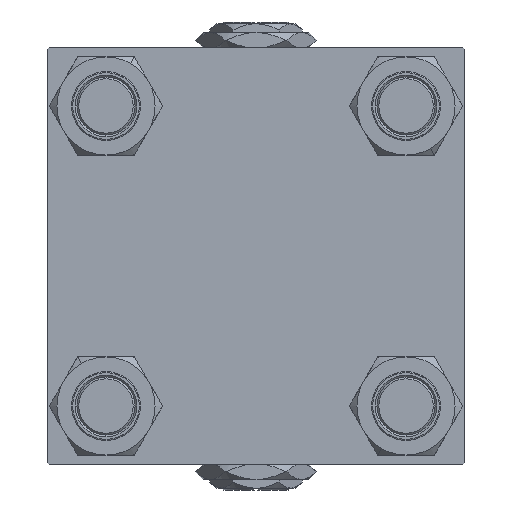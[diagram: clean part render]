
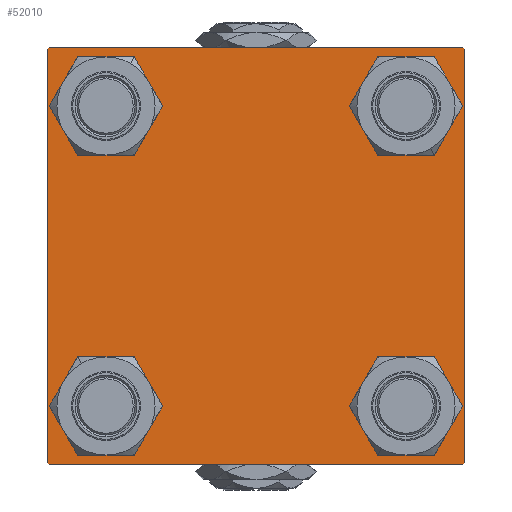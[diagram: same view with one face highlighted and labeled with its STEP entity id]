
A CAD part, left-side view. The second image highlights one B-rep face of the part: STEP entity #52010.
In plain terms, the highlighted planar face has unit normal (-1, 0, 0).
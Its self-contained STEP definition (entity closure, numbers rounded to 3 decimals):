
#306 = CARTESIAN_POINT ( 'NONE',  ( 0., -41.35, -32.85 ) ) ;
#391 = ORIENTED_EDGE ( 'NONE', *, *, #42780, .F. ) ;
#586 = VERTEX_POINT ( 'NONE', #3014 ) ;
#1327 = CARTESIAN_POINT ( 'NONE',  ( 0., -41.35, 49.85 ) ) ;
#1351 = VERTEX_POINT ( 'NONE', #9024 ) ;
#1678 = AXIS2_PLACEMENT_3D ( 'NONE', #25644, #6394, #5613 ) ;
#1800 = DIRECTION ( 'NONE',  ( 0., -0.707, -0.707 ) ) ;
#2091 = AXIS2_PLACEMENT_3D ( 'NONE', #35566, #15290, #15544 ) ;
#2519 = EDGE_CURVE ( 'NONE', #13904, #15618, #47124, .T. ) ;
#2751 = FACE_OUTER_BOUND ( 'NONE', #8955, .T. ) ;
#3014 = CARTESIAN_POINT ( 'NONE',  ( 0., 41.35, -32.85 ) ) ;
#3062 = AXIS2_PLACEMENT_3D ( 'NONE', #20884, #44417, #4080 ) ;
#3416 = DIRECTION ( 'NONE',  ( 0., 0., 1. ) ) ;
#3504 = DIRECTION ( 'NONE',  ( 0., 0.707, 0.707 ) ) ;
#3702 = EDGE_CURVE ( 'NONE', #20996, #44495, #28990, .T. ) ;
#4080 = DIRECTION ( 'NONE',  ( 0., 0., 1. ) ) ;
#4785 = CARTESIAN_POINT ( 'NONE',  ( 0., 57.25, -57.25 ) ) ;
#4918 = EDGE_CURVE ( 'NONE', #1351, #26570, #23259, .T. ) ;
#5279 = AXIS2_PLACEMENT_3D ( 'NONE', #32515, #12770, #16235 ) ;
#5477 = VECTOR ( 'NONE', #37385, 1000. ) ;
#5483 = EDGE_CURVE ( 'NONE', #34213, #32095, #50459, .T. ) ;
#5613 = DIRECTION ( 'NONE',  ( 0., 0., 1. ) ) ;
#6140 = CARTESIAN_POINT ( 'NONE',  ( 0., 57., -57.5 ) ) ;
#6394 = DIRECTION ( 'NONE',  ( 1., 0., 0. ) ) ;
#7161 = CARTESIAN_POINT ( 'NONE',  ( 0., 57., 57.5 ) ) ;
#7303 = PLANE ( 'NONE',  #18407 ) ;
#7597 = DIRECTION ( 'NONE',  ( 0., 0., 1. ) ) ;
#8955 = EDGE_LOOP ( 'NONE', ( #29088, #9331, #46981, #14894, #391, #22431, #52716, #32295 ) ) ;
#9024 = CARTESIAN_POINT ( 'NONE',  ( 0., 41.35, 49.85 ) ) ;
#9331 = ORIENTED_EDGE ( 'NONE', *, *, #5483, .T. ) ;
#9605 = VERTEX_POINT ( 'NONE', #34061 ) ;
#9847 = DIRECTION ( 'NONE',  ( 1., 0., 0. ) ) ;
#9912 = VECTOR ( 'NONE', #51805, 1000. ) ;
#9969 = EDGE_LOOP ( 'NONE', ( #13863, #31566 ) ) ;
#10536 = VECTOR ( 'NONE', #1800, 1000. ) ;
#10775 = FACE_BOUND ( 'NONE', #18740, .T. ) ;
#10996 = LINE ( 'NONE', #42761, #44543 ) ;
#11832 = EDGE_CURVE ( 'NONE', #52862, #34213, #29638, .T. ) ;
#12225 = CARTESIAN_POINT ( 'NONE',  ( 0., -41.35, 41.35 ) ) ;
#12730 = LINE ( 'NONE', #40769, #48261 ) ;
#12770 = DIRECTION ( 'NONE',  ( 1., 0., 0. ) ) ;
#13162 = CARTESIAN_POINT ( 'NONE',  ( 0., -57., -57.5 ) ) ;
#13215 = CIRCLE ( 'NONE', #2091, 8.5 ) ;
#13863 = ORIENTED_EDGE ( 'NONE', *, *, #4918, .T. ) ;
#13904 = VERTEX_POINT ( 'NONE', #306 ) ;
#14788 = FACE_BOUND ( 'NONE', #50806, .T. ) ;
#14894 = ORIENTED_EDGE ( 'NONE', *, *, #3702, .T. ) ;
#14930 = LINE ( 'NONE', #19175, #9912 ) ;
#15190 = DIRECTION ( 'NONE',  ( 0., 0., 1. ) ) ;
#15290 = DIRECTION ( 'NONE',  ( 1., 0., 0. ) ) ;
#15420 = EDGE_CURVE ( 'NONE', #34841, #38503, #14930, .T. ) ;
#15446 = DIRECTION ( 'NONE',  ( 1., 0., 0. ) ) ;
#15544 = DIRECTION ( 'NONE',  ( 0., 0., 1. ) ) ;
#15618 = VERTEX_POINT ( 'NONE', #17550 ) ;
#15876 = CARTESIAN_POINT ( 'NONE',  ( 0., 41.35, 41.35 ) ) ;
#16004 = VECTOR ( 'NONE', #52415, 1000. ) ;
#16235 = DIRECTION ( 'NONE',  ( 0., 0., 1. ) ) ;
#17072 = AXIS2_PLACEMENT_3D ( 'NONE', #12225, #15446, #15190 ) ;
#17550 = CARTESIAN_POINT ( 'NONE',  ( 0., -41.35, -49.85 ) ) ;
#18169 = CARTESIAN_POINT ( 'NONE',  ( 0., 41.35, 32.85 ) ) ;
#18407 = AXIS2_PLACEMENT_3D ( 'NONE', #31860, #28113, #39872 ) ;
#18740 = EDGE_LOOP ( 'NONE', ( #51782, #22427 ) ) ;
#19175 = CARTESIAN_POINT ( 'NONE',  ( 0., 57.5, 57.5 ) ) ;
#19298 = CARTESIAN_POINT ( 'NONE',  ( 0., -57.5, 57. ) ) ;
#19431 = CARTESIAN_POINT ( 'NONE',  ( 0., 41.35, -41.35 ) ) ;
#19516 = LINE ( 'NONE', #31806, #16004 ) ;
#19586 = EDGE_CURVE ( 'NONE', #27341, #38503, #48133, .T. ) ;
#19931 = EDGE_CURVE ( 'NONE', #586, #31628, #44913, .T. ) ;
#20431 = DIRECTION ( 'NONE',  ( 0., -0.707, 0.707 ) ) ;
#20884 = CARTESIAN_POINT ( 'NONE',  ( 0., -41.35, -41.35 ) ) ;
#20965 = CARTESIAN_POINT ( 'NONE',  ( 0., -57.25, -57.25 ) ) ;
#20996 = VERTEX_POINT ( 'NONE', #13162 ) ;
#21860 = AXIS2_PLACEMENT_3D ( 'NONE', #38401, #9847, #50989 ) ;
#22217 = EDGE_CURVE ( 'NONE', #32095, #20996, #19516, .T. ) ;
#22224 = CARTESIAN_POINT ( 'NONE',  ( 0., 41.35, -49.85 ) ) ;
#22427 = ORIENTED_EDGE ( 'NONE', *, *, #52076, .T. ) ;
#22431 = ORIENTED_EDGE ( 'NONE', *, *, #19586, .T. ) ;
#22468 = DIRECTION ( 'NONE',  ( 0., 0., -1. ) ) ;
#23259 = CIRCLE ( 'NONE', #43747, 8.5 ) ;
#24408 = VECTOR ( 'NONE', #3504, 1000. ) ;
#24781 = CIRCLE ( 'NONE', #29067, 8.5 ) ;
#25644 = CARTESIAN_POINT ( 'NONE',  ( 0., 41.35, 41.35 ) ) ;
#25652 = ORIENTED_EDGE ( 'NONE', *, *, #34802, .T. ) ;
#26570 = VERTEX_POINT ( 'NONE', #18169 ) ;
#27341 = VERTEX_POINT ( 'NONE', #19298 ) ;
#27585 = CARTESIAN_POINT ( 'NONE',  ( 0., 57.5, -57. ) ) ;
#27923 = EDGE_CURVE ( 'NONE', #9605, #47319, #41780, .T. ) ;
#27981 = DIRECTION ( 'NONE',  ( 1., 0., 0. ) ) ;
#28113 = DIRECTION ( 'NONE',  ( -1., 0., 0. ) ) ;
#28990 = LINE ( 'NONE', #20965, #30889 ) ;
#29067 = AXIS2_PLACEMENT_3D ( 'NONE', #19431, #27981, #3416 ) ;
#29088 = ORIENTED_EDGE ( 'NONE', *, *, #11832, .T. ) ;
#29638 = LINE ( 'NONE', #45154, #5477 ) ;
#30343 = CIRCLE ( 'NONE', #3062, 8.5 ) ;
#30801 = EDGE_CURVE ( 'NONE', #26570, #1351, #42583, .T. ) ;
#30889 = VECTOR ( 'NONE', #20431, 1000. ) ;
#31566 = ORIENTED_EDGE ( 'NONE', *, *, #30801, .T. ) ;
#31628 = VERTEX_POINT ( 'NONE', #22224 ) ;
#31806 = CARTESIAN_POINT ( 'NONE',  ( 0., 57.5, -57.5 ) ) ;
#31860 = CARTESIAN_POINT ( 'NONE',  ( 0., 0., 0. ) ) ;
#32095 = VERTEX_POINT ( 'NONE', #6140 ) ;
#32295 = ORIENTED_EDGE ( 'NONE', *, *, #50803, .T. ) ;
#32515 = CARTESIAN_POINT ( 'NONE',  ( 0., -41.35, -41.35 ) ) ;
#34061 = CARTESIAN_POINT ( 'NONE',  ( 0., -41.35, 32.85 ) ) ;
#34213 = VERTEX_POINT ( 'NONE', #27585 ) ;
#34802 = EDGE_CURVE ( 'NONE', #31628, #586, #24781, .T. ) ;
#34841 = VERTEX_POINT ( 'NONE', #7161 ) ;
#35369 = DIRECTION ( 'NONE',  ( 1., 0., 0. ) ) ;
#35566 = CARTESIAN_POINT ( 'NONE',  ( 0., -41.35, 41.35 ) ) ;
#36253 = CARTESIAN_POINT ( 'NONE',  ( 0., -57., 57.5 ) ) ;
#37385 = DIRECTION ( 'NONE',  ( 0., 0., -1. ) ) ;
#38401 = CARTESIAN_POINT ( 'NONE',  ( 0., 41.35, -41.35 ) ) ;
#38503 = VERTEX_POINT ( 'NONE', #36253 ) ;
#39872 = DIRECTION ( 'NONE',  ( 0., 0., 1. ) ) ;
#40769 = CARTESIAN_POINT ( 'NONE',  ( 0., 57.25, 57.25 ) ) ;
#41570 = DIRECTION ( 'NONE',  ( 0., 0.707, -0.707 ) ) ;
#41780 = CIRCLE ( 'NONE', #17072, 8.5 ) ;
#42583 = CIRCLE ( 'NONE', #1678, 8.5 ) ;
#42761 = CARTESIAN_POINT ( 'NONE',  ( 0., -57.5, 57.5 ) ) ;
#42780 = EDGE_CURVE ( 'NONE', #27341, #44495, #10996, .T. ) ;
#42786 = CARTESIAN_POINT ( 'NONE',  ( 0., -57.5, -57. ) ) ;
#43747 = AXIS2_PLACEMENT_3D ( 'NONE', #15876, #35369, #7597 ) ;
#43882 = FACE_BOUND ( 'NONE', #52328, .T. ) ;
#43896 = ORIENTED_EDGE ( 'NONE', *, *, #48253, .T. ) ;
#44417 = DIRECTION ( 'NONE',  ( 1., 0., 0. ) ) ;
#44495 = VERTEX_POINT ( 'NONE', #42786 ) ;
#44543 = VECTOR ( 'NONE', #22468, 1000. ) ;
#44913 = CIRCLE ( 'NONE', #21860, 8.5 ) ;
#45154 = CARTESIAN_POINT ( 'NONE',  ( 0., 57.5, 57.5 ) ) ;
#46981 = ORIENTED_EDGE ( 'NONE', *, *, #22217, .T. ) ;
#47124 = CIRCLE ( 'NONE', #5279, 8.5 ) ;
#47319 = VERTEX_POINT ( 'NONE', #1327 ) ;
#48133 = LINE ( 'NONE', #51887, #24408 ) ;
#48253 = EDGE_CURVE ( 'NONE', #47319, #9605, #13215, .T. ) ;
#48261 = VECTOR ( 'NONE', #41570, 1000. ) ;
#48357 = ORIENTED_EDGE ( 'NONE', *, *, #19931, .T. ) ;
#50459 = LINE ( 'NONE', #4785, #10536 ) ;
#50803 = EDGE_CURVE ( 'NONE', #34841, #52862, #12730, .T. ) ;
#50806 = EDGE_LOOP ( 'NONE', ( #48357, #25652 ) ) ;
#50989 = DIRECTION ( 'NONE',  ( 0., 0., 1. ) ) ;
#51327 = ORIENTED_EDGE ( 'NONE', *, *, #27923, .T. ) ;
#51677 = CARTESIAN_POINT ( 'NONE',  ( 0., 57.5, 57. ) ) ;
#51782 = ORIENTED_EDGE ( 'NONE', *, *, #2519, .T. ) ;
#51805 = DIRECTION ( 'NONE',  ( 0., -1., 0. ) ) ;
#51887 = CARTESIAN_POINT ( 'NONE',  ( 0., -57.25, 57.25 ) ) ;
#52010 = ADVANCED_FACE ( 'NONE', ( #43882, #10775, #14788, #52469, #2751 ), #7303, .T. ) ;
#52076 = EDGE_CURVE ( 'NONE', #15618, #13904, #30343, .T. ) ;
#52328 = EDGE_LOOP ( 'NONE', ( #43896, #51327 ) ) ;
#52415 = DIRECTION ( 'NONE',  ( 0., -1., 0. ) ) ;
#52469 = FACE_BOUND ( 'NONE', #9969, .T. ) ;
#52716 = ORIENTED_EDGE ( 'NONE', *, *, #15420, .F. ) ;
#52862 = VERTEX_POINT ( 'NONE', #51677 ) ;
